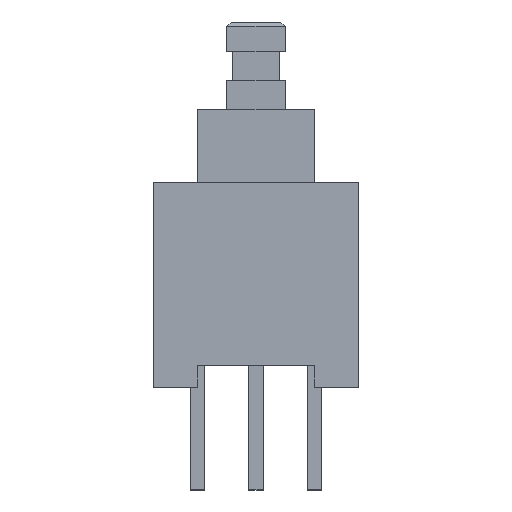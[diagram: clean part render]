
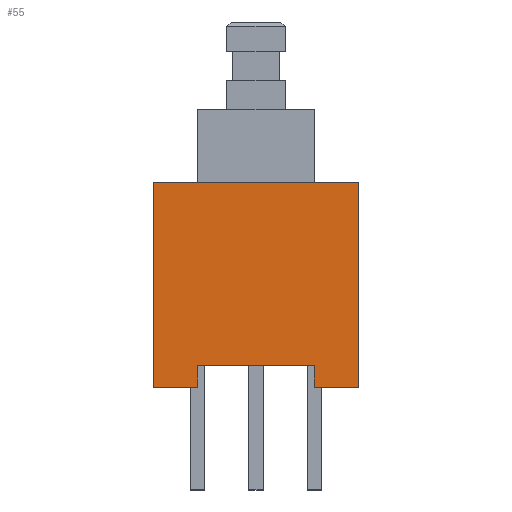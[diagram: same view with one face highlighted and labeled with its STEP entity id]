
A CAD part, top view. The second image highlights one B-rep face of the part: STEP entity #55.
In plain terms, the highlighted planar face has unit normal (0, 0, 1).
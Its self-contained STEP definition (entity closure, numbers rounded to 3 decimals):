
#55=ADVANCED_FACE('',(#222),#2794,.T.);
#222=FACE_OUTER_BOUND('',#399,.T.);
#399=EDGE_LOOP('',(#676,#677,#678,#679,#680,#681,#682,#683));
#676=ORIENTED_EDGE('',*,*,#1555,.F.);
#677=ORIENTED_EDGE('',*,*,#1478,.F.);
#678=ORIENTED_EDGE('',*,*,#1485,.F.);
#679=ORIENTED_EDGE('',*,*,#1559,.T.);
#680=ORIENTED_EDGE('',*,*,#1560,.T.);
#681=ORIENTED_EDGE('',*,*,#1525,.T.);
#682=ORIENTED_EDGE('',*,*,#1561,.T.);
#683=ORIENTED_EDGE('',*,*,#1562,.T.);
#1478=EDGE_CURVE('',#2464,#2465,#1974,.T.);
#1485=EDGE_CURVE('',#2470,#2464,#1981,.T.);
#1525=EDGE_CURVE('',#2508,#2507,#2021,.T.);
#1555=EDGE_CURVE('',#2465,#2530,#2051,.T.);
#1559=EDGE_CURVE('',#2470,#2534,#2055,.T.);
#1560=EDGE_CURVE('',#2534,#2508,#2056,.T.);
#1561=EDGE_CURVE('',#2507,#2535,#2057,.T.);
#1562=EDGE_CURVE('',#2535,#2530,#2058,.T.);
#1974=B_SPLINE_CURVE_WITH_KNOTS('',1,(#3747,#3748),.UNSPECIFIED.,.F.,.F.,
(2,2),(0.,7.),.UNSPECIFIED.);
#1981=B_SPLINE_CURVE_WITH_KNOTS('',1,(#3761,#3762),.UNSPECIFIED.,.F.,.F.,
(2,2),(0.,7.),.UNSPECIFIED.);
#2021=B_SPLINE_CURVE_WITH_KNOTS('',1,(#3841,#3842),.UNSPECIFIED.,.F.,.F.,
(2,2),(-4.,0.),.UNSPECIFIED.);
#2051=B_SPLINE_CURVE_WITH_KNOTS('',1,(#3901,#3902),.UNSPECIFIED.,.F.,.F.,
(2,2),(0.,7.),.UNSPECIFIED.);
#2055=B_SPLINE_CURVE_WITH_KNOTS('',1,(#3909,#3910),.UNSPECIFIED.,.F.,.F.,
(2,2),(0.,1.5),.UNSPECIFIED.);
#2056=B_SPLINE_CURVE_WITH_KNOTS('',1,(#3911,#3912),.UNSPECIFIED.,.F.,.F.,
(2,2),(0.,0.75),.UNSPECIFIED.);
#2057=B_SPLINE_CURVE_WITH_KNOTS('',1,(#3913,#3914),.UNSPECIFIED.,.F.,.F.,
(2,2),(0.,0.75),.UNSPECIFIED.);
#2058=B_SPLINE_CURVE_WITH_KNOTS('',1,(#3915,#3916),.UNSPECIFIED.,.F.,.F.,
(2,2),(0.,1.5),.UNSPECIFIED.);
#2464=VERTEX_POINT('',#3501);
#2465=VERTEX_POINT('',#3502);
#2470=VERTEX_POINT('',#3507);
#2507=VERTEX_POINT('',#3544);
#2508=VERTEX_POINT('',#3545);
#2530=VERTEX_POINT('',#3567);
#2534=VERTEX_POINT('',#3571);
#2535=VERTEX_POINT('',#3572);
#2794=PLANE('',#3048);
#3048=AXIS2_PLACEMENT_3D('',#3388,#3218,$);
#3218=DIRECTION('',(0.,0.,1.));
#3388=CARTESIAN_POINT('',(4.2,-0.7,3.5));
#3501=CARTESIAN_POINT('',(-3.5,7.,3.5));
#3502=CARTESIAN_POINT('',(3.5,7.,3.5));
#3507=CARTESIAN_POINT('',(-3.5,0.,3.5));
#3544=CARTESIAN_POINT('',(2.,0.75,3.5));
#3545=CARTESIAN_POINT('',(-2.,0.75,3.5));
#3567=CARTESIAN_POINT('',(3.5,0.,3.5));
#3571=CARTESIAN_POINT('',(-2.,0.,3.5));
#3572=CARTESIAN_POINT('',(2.,0.,3.5));
#3747=CARTESIAN_POINT('',(-3.5,7.,3.5));
#3748=CARTESIAN_POINT('',(3.5,7.,3.5));
#3761=CARTESIAN_POINT('',(-3.5,0.,3.5));
#3762=CARTESIAN_POINT('',(-3.5,7.,3.5));
#3841=CARTESIAN_POINT('',(-2.,0.75,3.5));
#3842=CARTESIAN_POINT('',(2.,0.75,3.5));
#3901=CARTESIAN_POINT('',(3.5,7.,3.5));
#3902=CARTESIAN_POINT('',(3.5,0.,3.5));
#3909=CARTESIAN_POINT('',(-3.5,0.,3.5));
#3910=CARTESIAN_POINT('',(-2.,0.,3.5));
#3911=CARTESIAN_POINT('',(-2.,0.,3.5));
#3912=CARTESIAN_POINT('',(-2.,0.75,3.5));
#3913=CARTESIAN_POINT('',(2.,0.75,3.5));
#3914=CARTESIAN_POINT('',(2.,0.,3.5));
#3915=CARTESIAN_POINT('',(2.,0.,3.5));
#3916=CARTESIAN_POINT('',(3.5,0.,3.5));
